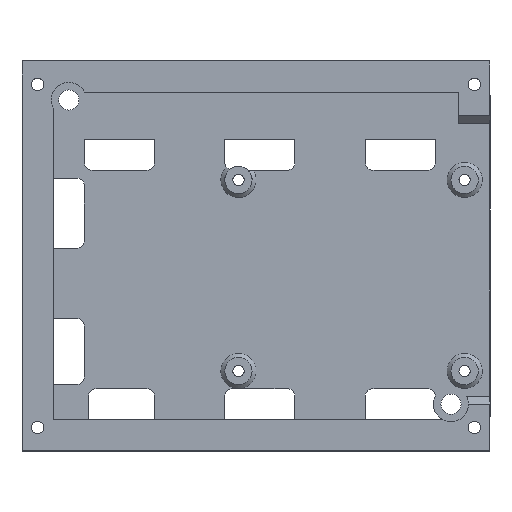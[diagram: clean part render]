
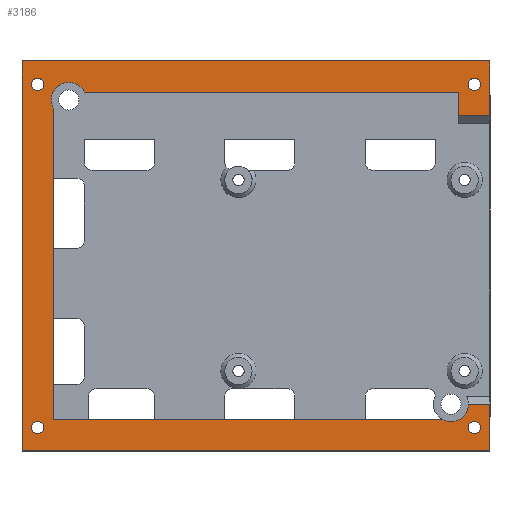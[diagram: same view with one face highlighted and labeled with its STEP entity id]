
A CAD part, top view. The second image highlights one B-rep face of the part: STEP entity #3186.
In plain terms, the highlighted planar face has unit normal (0, 0, 1).
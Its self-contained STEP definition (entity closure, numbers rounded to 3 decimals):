
#85=FACE_BOUND('',#541,.T.);
#86=FACE_BOUND('',#542,.T.);
#87=FACE_BOUND('',#543,.T.);
#88=FACE_BOUND('',#544,.T.);
#162=CIRCLE('',#3357,1.6);
#173=CIRCLE('',#3392,1.6);
#179=CIRCLE('',#3417,1.6);
#185=CIRCLE('',#3438,1.6);
#186=CIRCLE('',#3446,4.5);
#187=CIRCLE('',#3452,4.5);
#349=FACE_OUTER_BOUND('',#540,.T.);
#540=EDGE_LOOP('',(#2853,#2854,#2855,#2856,#2857,#2858,#2859,#2860,#2861,
#2862,#2863,#2864,#2865));
#541=EDGE_LOOP('',(#2866));
#542=EDGE_LOOP('',(#2867));
#543=EDGE_LOOP('',(#2868));
#544=EDGE_LOOP('',(#2869));
#621=LINE('',#4594,#974);
#632=LINE('',#4620,#985);
#893=LINE('',#5229,#1246);
#895=LINE('',#5233,#1248);
#897=LINE('',#5237,#1250);
#898=LINE('',#5239,#1251);
#899=LINE('',#5245,#1252);
#900=LINE('',#5247,#1253);
#901=LINE('',#5248,#1254);
#902=LINE('',#5250,#1255);
#903=LINE('',#5251,#1256);
#974=VECTOR('',#3668,10.);
#985=VECTOR('',#3693,10.);
#1246=VECTOR('',#4280,10.);
#1248=VECTOR('',#4284,10.);
#1250=VECTOR('',#4288,10.);
#1251=VECTOR('',#4291,10.);
#1252=VECTOR('',#4298,10.);
#1253=VECTOR('',#4299,10.);
#1254=VECTOR('',#4300,10.);
#1255=VECTOR('',#4301,10.);
#1256=VECTOR('',#4302,10.);
#1357=VERTEX_POINT('',#4591);
#1358=VERTEX_POINT('',#4593);
#1365=VERTEX_POINT('',#4617);
#1366=VERTEX_POINT('',#4619);
#1434=VERTEX_POINT('',#4859);
#1484=VERTEX_POINT('',#5010);
#1516=VERTEX_POINT('',#5112);
#1543=VERTEX_POINT('',#5194);
#1549=VERTEX_POINT('',#5221);
#1550=VERTEX_POINT('',#5223);
#1551=VERTEX_POINT('',#5227);
#1552=VERTEX_POINT('',#5231);
#1553=VERTEX_POINT('',#5235);
#1554=VERTEX_POINT('',#5243);
#1555=VERTEX_POINT('',#5244);
#1556=VERTEX_POINT('',#5246);
#1557=VERTEX_POINT('',#5249);
#1674=EDGE_CURVE('',#1358,#1357,#621,.T.);
#1687=EDGE_CURVE('',#1366,#1365,#632,.T.);
#1809=EDGE_CURVE('',#1434,#1434,#162,.T.);
#1886=EDGE_CURVE('',#1484,#1484,#173,.T.);
#1937=EDGE_CURVE('',#1516,#1516,#179,.T.);
#1977=EDGE_CURVE('',#1543,#1543,#185,.T.);
#1991=EDGE_CURVE('',#1550,#1549,#186,.T.);
#1994=EDGE_CURVE('',#1549,#1551,#893,.T.);
#1996=EDGE_CURVE('',#1551,#1552,#895,.T.);
#1998=EDGE_CURVE('',#1552,#1553,#897,.T.);
#1999=EDGE_CURVE('',#1365,#1550,#898,.T.);
#2000=EDGE_CURVE('',#1357,#1366,#187,.T.);
#2001=EDGE_CURVE('',#1554,#1555,#899,.T.);
#2002=EDGE_CURVE('',#1555,#1556,#900,.T.);
#2003=EDGE_CURVE('',#1556,#1358,#901,.T.);
#2004=EDGE_CURVE('',#1553,#1557,#902,.T.);
#2005=EDGE_CURVE('',#1557,#1554,#903,.T.);
#2853=ORIENTED_EDGE('',*,*,#2001,.T.);
#2854=ORIENTED_EDGE('',*,*,#2002,.T.);
#2855=ORIENTED_EDGE('',*,*,#2003,.T.);
#2856=ORIENTED_EDGE('',*,*,#1674,.T.);
#2857=ORIENTED_EDGE('',*,*,#2000,.T.);
#2858=ORIENTED_EDGE('',*,*,#1687,.T.);
#2859=ORIENTED_EDGE('',*,*,#1999,.T.);
#2860=ORIENTED_EDGE('',*,*,#1991,.T.);
#2861=ORIENTED_EDGE('',*,*,#1994,.T.);
#2862=ORIENTED_EDGE('',*,*,#1996,.T.);
#2863=ORIENTED_EDGE('',*,*,#1998,.T.);
#2864=ORIENTED_EDGE('',*,*,#2004,.T.);
#2865=ORIENTED_EDGE('',*,*,#2005,.T.);
#2866=ORIENTED_EDGE('',*,*,#1809,.T.);
#2867=ORIENTED_EDGE('',*,*,#1886,.T.);
#2868=ORIENTED_EDGE('',*,*,#1937,.T.);
#2869=ORIENTED_EDGE('',*,*,#1977,.T.);
#3030=PLANE('',#3453);
#3186=ADVANCED_FACE('',(#349,#85,#86,#87,#88),#3030,.T.);
#3357=AXIS2_PLACEMENT_3D('',#4861,#3938,#3939);
#3392=AXIS2_PLACEMENT_3D('',#5012,#4074,#4075);
#3417=AXIS2_PLACEMENT_3D('',#5114,#4169,#4170);
#3438=AXIS2_PLACEMENT_3D('',#5196,#4245,#4246);
#3446=AXIS2_PLACEMENT_3D('',#5224,#4274,#4275);
#3452=AXIS2_PLACEMENT_3D('',#5241,#4294,#4295);
#3453=AXIS2_PLACEMENT_3D('',#5242,#4296,#4297);
#3668=DIRECTION('',(-1.,-0.001,0.));
#3693=DIRECTION('',(-1.,0.,0.));
#3938=DIRECTION('center_axis',(0.,0.,
-1.));
#3939=DIRECTION('ref_axis',(1.,0.,0.));
#4074=DIRECTION('center_axis',(0.,0.,
-1.));
#4075=DIRECTION('ref_axis',(-1.,0.,0.));
#4169=DIRECTION('center_axis',(0.,0.,
-1.));
#4170=DIRECTION('ref_axis',(1.,0.,0.));
#4245=DIRECTION('center_axis',(0.,0.,
-1.));
#4246=DIRECTION('ref_axis',(-1.,0.,0.));
#4274=DIRECTION('center_axis',(0.,0.,
-1.));
#4275=DIRECTION('ref_axis',(-1.,0.,0.));
#4280=DIRECTION('',(1.,0.,0.));
#4284=DIRECTION('',(0.,-1.,0.));
#4288=DIRECTION('',(1.,0.,0.));
#4291=DIRECTION('',(0.,1.,0.));
#4294=DIRECTION('center_axis',(0.,0.,
-1.));
#4295=DIRECTION('ref_axis',(-1.,0.,0.));
#4296=DIRECTION('center_axis',(0.,0.,
1.));
#4297=DIRECTION('ref_axis',(-1.,0.,0.));
#4298=DIRECTION('',(0.,-1.,0.));
#4299=DIRECTION('',(1.,0.,0.));
#4300=DIRECTION('',(0.,1.,0.));
#4301=DIRECTION('',(0.,1.,0.));
#4302=DIRECTION('',(-1.,0.,0.));
#4591=CARTESIAN_POINT('',(111.338,65.734,-48.844));
#4593=CARTESIAN_POINT('',(116.838,65.737,-48.844));
#4594=CARTESIAN_POINT('',(106.838,65.731,-48.844));
#4617=CARTESIAN_POINT('',(4.838,61.731,-48.844));
#4619=CARTESIAN_POINT('',(104.777,61.731,-48.844));
#4620=CARTESIAN_POINT('',(4.838,61.731,-48.844));
#4859=CARTESIAN_POINT('',(-0.762,147.731,-48.844));
#4861=CARTESIAN_POINT('Origin',(0.838,147.731,-48.844));
#5010=CARTESIAN_POINT('',(114.438,147.731,-48.844));
#5012=CARTESIAN_POINT('Origin',(112.838,147.731,-48.844));
#5112=CARTESIAN_POINT('',(-0.762,59.731,-48.844));
#5114=CARTESIAN_POINT('Origin',(0.838,59.731,-48.844));
#5194=CARTESIAN_POINT('',(114.438,59.731,-48.844));
#5196=CARTESIAN_POINT('Origin',(112.838,59.731,-48.844));
#5221=CARTESIAN_POINT('',(12.869,145.731,-48.844));
#5223=CARTESIAN_POINT('',(4.838,141.67,-48.844));
#5224=CARTESIAN_POINT('Origin',(8.838,143.731,-48.844));
#5227=CARTESIAN_POINT('',(108.838,145.731,-48.844));
#5229=CARTESIAN_POINT('',(108.838,145.731,-48.844));
#5231=CARTESIAN_POINT('',(108.838,139.731,-48.844));
#5233=CARTESIAN_POINT('',(108.838,139.731,-48.844));
#5235=CARTESIAN_POINT('',(116.838,139.731,-48.844));
#5237=CARTESIAN_POINT('',(116.838,139.731,-48.844));
#5239=CARTESIAN_POINT('',(4.838,69.731,-48.844));
#5241=CARTESIAN_POINT('Origin',(106.838,65.731,-48.844));
#5242=CARTESIAN_POINT('Origin',(56.838,103.731,-48.844));
#5243=CARTESIAN_POINT('',(-3.162,153.731,-48.844));
#5244=CARTESIAN_POINT('',(-3.162,53.731,-48.844));
#5245=CARTESIAN_POINT('',(-3.162,153.731,-48.844));
#5246=CARTESIAN_POINT('',(116.838,53.731,-48.844));
#5247=CARTESIAN_POINT('',(-3.162,53.731,-48.844));
#5248=CARTESIAN_POINT('',(116.838,53.731,-48.844));
#5249=CARTESIAN_POINT('',(116.838,153.731,-48.844));
#5250=CARTESIAN_POINT('',(116.838,145.731,-48.844));
#5251=CARTESIAN_POINT('',(-3.162,153.731,-48.844));
